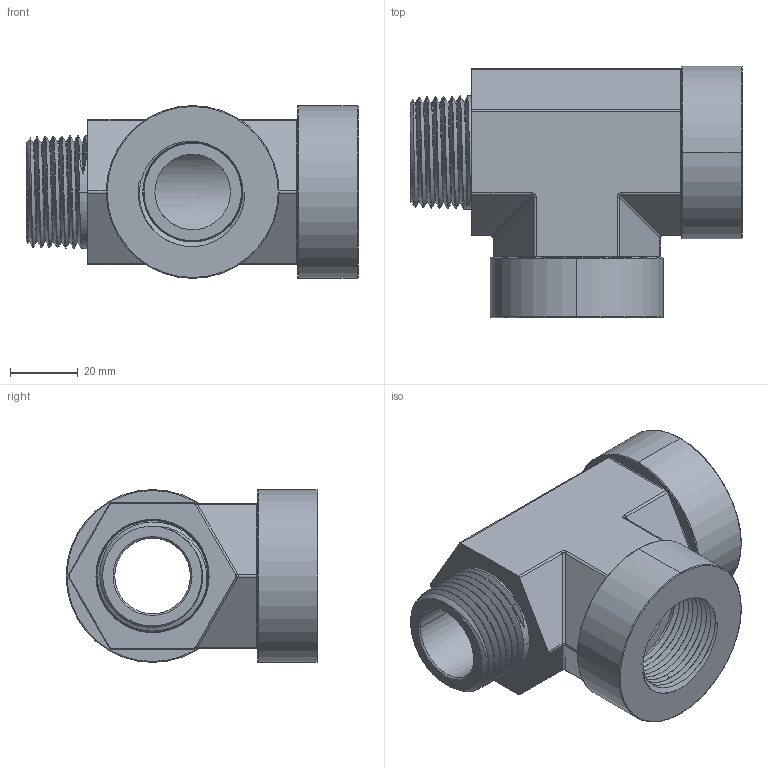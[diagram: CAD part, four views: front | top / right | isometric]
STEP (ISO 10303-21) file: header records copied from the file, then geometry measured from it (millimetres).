
FILE_DESCRIPTION((''),'2;1');
FILE_NAME('001_H-SRT_MASTER','2025-07-07T15:56:31',('Administrator'),(''),'CREO PARAMETRIC BY PTC INC, 2020414','CREO PARAMETRIC BY PTC INC, 2020414','');
FILE_SCHEMA(('AUTOMOTIVE_DESIGN { 1 0 10303 214 1 1 1 1 }'));
Length unit declared in the file: millimetre
Products named in the file (1): 001_H-SRT_MASTER
Bounding box: 98 x 74.3 x 51 mm (x, y, z)
Volume: 125280.1 mm3; surface area: 36971.4 mm2
Topology: 1 solids, 1 shells, 174 faces, 458 edges, 302 vertices
Faces by surface type: cone 53, cylinder 44, bspline 31, plane 26, torus 20
Entity records: 26827 total; most frequent: CARTESIAN_POINT 21315, ORIENTED_EDGE 896, DIRECTION 706, PRESENTATION_STYLE_ASSIGNMENT 460, STYLED_ITEM 460, CURVE_STYLE 459, EDGE_CURVE 448, VERTEX_POINT 280
